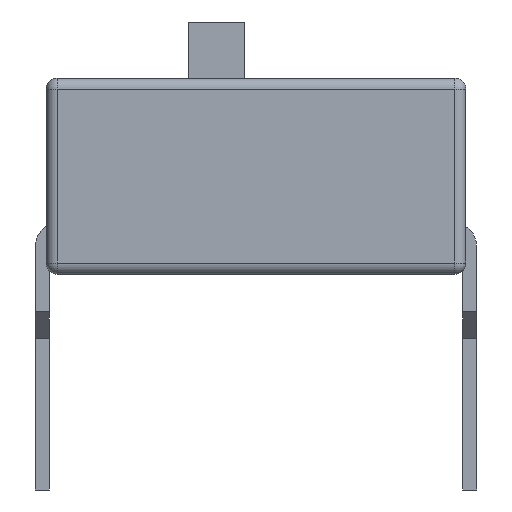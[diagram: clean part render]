
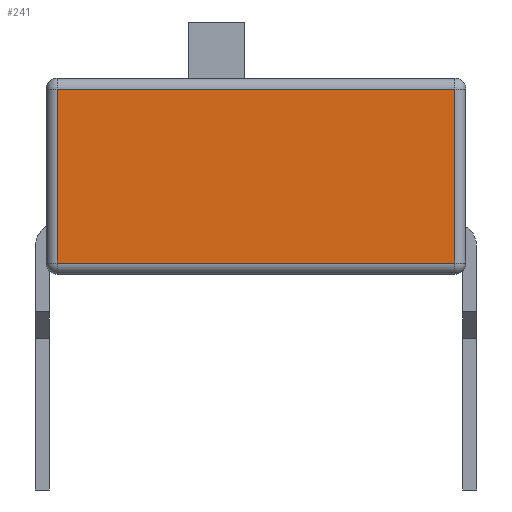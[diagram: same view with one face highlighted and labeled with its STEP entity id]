
A CAD part, front view. The second image highlights one B-rep face of the part: STEP entity #241.
In plain terms, the highlighted planar face has unit normal (0, -1, 0).
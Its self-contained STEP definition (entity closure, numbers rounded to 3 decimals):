
#13=DIRECTION('',(0.,0.,1.));
#14=DIRECTION('',(1.,0.,0.));
#104=VECTOR('',#13,1.);
#110=CARTESIAN_POINT('',(-3.745,-16.23,1.35));
#112=DIRECTION('',(0.,1.,0.));
#122=CARTESIAN_POINT('',(-3.745,-16.23,4.45));
#125=CARTESIAN_POINT('',(-3.745,-16.23,1.15));
#131=VERTEX_POINT('',#132);
#132=CARTESIAN_POINT('',(-3.545,-16.23,1.35));
#137=ORIENTED_EDGE('',*,*,#138,.T.);
#138=EDGE_CURVE('',#131,#139,#141,.T.);
#139=VERTEX_POINT('',#140);
#140=CARTESIAN_POINT('',(-3.545,-16.23,4.45));
#141=LINE('',#142,#104);
#142=CARTESIAN_POINT('',(-3.545,-16.23,1.15));
#241=ADVANCED_FACE('',(#242),#259,.F.);
#242=FACE_BOUND('',#243,.F.);
#243=EDGE_LOOP('',(#137,#244,#250,#256));
#244=ORIENTED_EDGE('',*,*,#245,.T.);
#245=EDGE_CURVE('',#139,#246,#248,.T.);
#246=VERTEX_POINT('',#247);
#247=CARTESIAN_POINT('',(3.545,-16.23,4.45));
#248=LINE('',#122,#249);
#249=VECTOR('',#14,1.);
#250=ORIENTED_EDGE('',*,*,#251,.F.);
#251=EDGE_CURVE('',#252,#246,#254,.T.);
#252=VERTEX_POINT('',#253);
#253=CARTESIAN_POINT('',(3.545,-16.23,1.35));
#254=LINE('',#255,#104);
#255=CARTESIAN_POINT('',(3.545,-16.23,1.15));
#256=ORIENTED_EDGE('',*,*,#257,.F.);
#257=EDGE_CURVE('',#131,#252,#258,.T.);
#258=LINE('',#110,#249);
#259=PLANE('',#260);
#260=AXIS2_PLACEMENT_3D('',#125,#112,#13);
